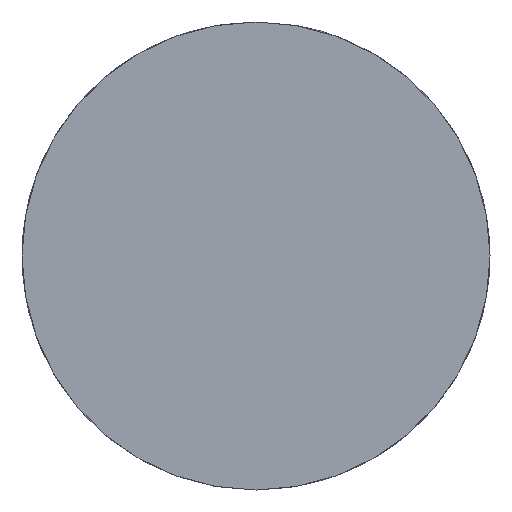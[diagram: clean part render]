
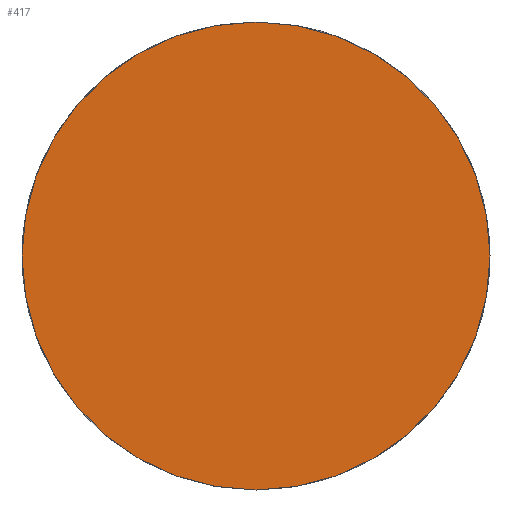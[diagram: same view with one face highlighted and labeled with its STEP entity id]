
A CAD part, front view. The second image highlights one B-rep face of the part: STEP entity #417.
In plain terms, the highlighted planar face has unit normal (0, -1, 0).
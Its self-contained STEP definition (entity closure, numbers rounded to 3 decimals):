
#31 = DIRECTION ( 'NONE',  ( 0., 0., 1. ) ) ;
#35 = PLANE ( 'NONE',  #172 ) ;
#77 = DIRECTION ( 'NONE',  ( 0., 1., 0. ) ) ;
#101 = AXIS2_PLACEMENT_3D ( 'NONE', #224, #372, #31 ) ;
#172 = AXIS2_PLACEMENT_3D ( 'NONE', #187, #376, #426 ) ;
#184 = ORIENTED_EDGE ( 'NONE', *, *, #318, .F. ) ;
#187 = CARTESIAN_POINT ( 'NONE',  ( 0., 0., 0. ) ) ;
#224 = CARTESIAN_POINT ( 'NONE',  ( 0., 0., 0. ) ) ;
#262 = EDGE_LOOP ( 'NONE', ( #435, #184 ) ) ;
#270 = EDGE_CURVE ( 'NONE', #378, #394, #627, .T. ) ;
#274 = FACE_OUTER_BOUND ( 'NONE', #262, .T. ) ;
#318 = EDGE_CURVE ( 'NONE', #394, #378, #522, .T. ) ;
#372 = DIRECTION ( 'NONE',  ( 0., 1., 0. ) ) ;
#376 = DIRECTION ( 'NONE',  ( 0., 1., 0. ) ) ;
#378 = VERTEX_POINT ( 'NONE', #418 ) ;
#394 = VERTEX_POINT ( 'NONE', #478 ) ;
#417 = ADVANCED_FACE ( 'NONE', ( #274 ), #35, .F. ) ;
#418 = CARTESIAN_POINT ( 'NONE',  ( 0., 0., -13.5 ) ) ;
#423 = CARTESIAN_POINT ( 'NONE',  ( 0., 0., 0. ) ) ;
#426 = DIRECTION ( 'NONE',  ( 0., 0., 1. ) ) ;
#435 = ORIENTED_EDGE ( 'NONE', *, *, #270, .F. ) ;
#478 = CARTESIAN_POINT ( 'NONE',  ( 0., 0., 13.5 ) ) ;
#522 = CIRCLE ( 'NONE', #101, 13.5 ) ;
#565 = DIRECTION ( 'NONE',  ( 0., 0., 1. ) ) ;
#571 = AXIS2_PLACEMENT_3D ( 'NONE', #423, #77, #565 ) ;
#627 = CIRCLE ( 'NONE', #571, 13.5 ) ;
